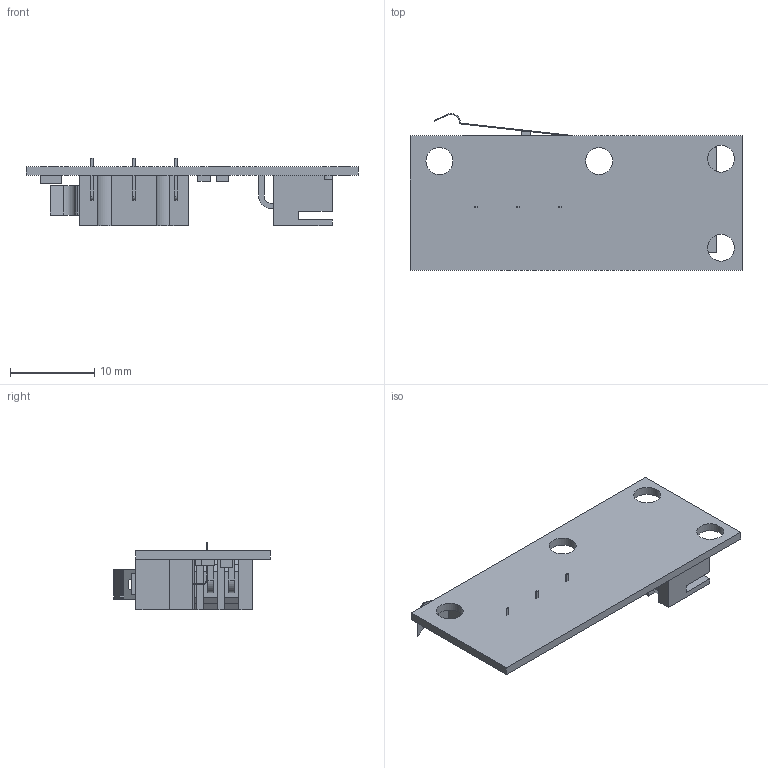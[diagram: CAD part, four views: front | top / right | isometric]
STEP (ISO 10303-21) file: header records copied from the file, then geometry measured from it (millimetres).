
FILE_DESCRIPTION(/* description */ (''),/* implementation_level */ '2;1');
FILE_NAME(/* name */ 'Endstop.step',/* time_stamp */ '2023-07-06T16:52:10+02:00',/* author */ (''),/* organization */ (''),/* preprocessor_version */ 'ST-DEVELOPER v19.2',/* originating_system */ 'Autodesk Translation Framework v12.6.0.85',/* authorisation */ '');
FILE_SCHEMA (('AUTOMOTIVE_DESIGN { 1 0 10303 214 3 1 1 }'));
Length unit declared in the file: metre
Products named in the file (7): Endstop; Endstop_1; PCB; PCB Geometry; PCB^Endstop; Microswitch_1A_125vAC(seul); JST 4Pin
Assembly tree (6 placements, depth 4):
  Endstop
    Endstop_1
      PCB
        PCB Geometry
        PCB^Endstop
      Microswitch_1A_125vAC(seul)
      JST 4Pin
Bounding box: 39.5 x 18.64 x 8.02 mm (x, y, z)
Volume: 1299.7 mm3; surface area: 2967.7 mm2
Topology: 15 solids, 15 shells, 277 faces, 692 edges, 456 vertices
Faces by surface type: plane 242, cylinder 35
Full cylindrical faces by diameter (mm): 2 x2, 3.2 x4
Entity records: 8485 total; most frequent: CARTESIAN_POINT 1438, ORIENTED_EDGE 1384, DIRECTION 1342, EDGE_CURVE 692, LINE 622, VECTOR 622, VERTEX_POINT 456, AXIS2_PLACEMENT_3D 360
